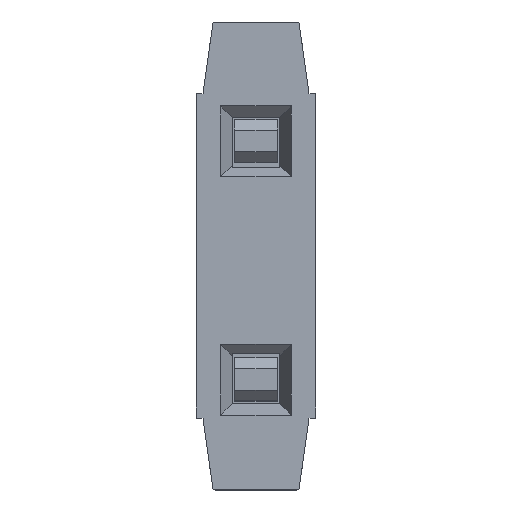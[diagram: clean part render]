
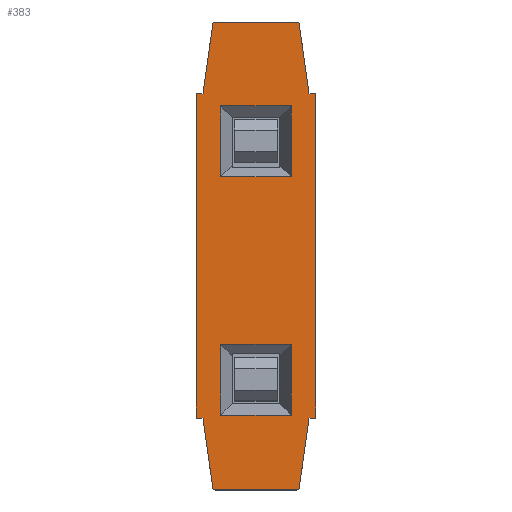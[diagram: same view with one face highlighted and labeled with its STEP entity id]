
A CAD part, top view. The second image highlights one B-rep face of the part: STEP entity #383.
In plain terms, the highlighted planar face has unit normal (0, 0, 1).
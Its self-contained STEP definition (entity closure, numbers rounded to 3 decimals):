
#32 = VERTEX_POINT('',#33);
#33 = CARTESIAN_POINT('',(-0.457,2.54,2.54));
#39 = EDGE_CURVE('',#40,#32,#42,.T.);
#40 = VERTEX_POINT('',#41);
#41 = CARTESIAN_POINT('',(0.457,2.54,2.54));
#42 = LINE('',#43,#44);
#43 = CARTESIAN_POINT('',(0.635,2.54,2.54));
#44 = VECTOR('',#45,1.);
#45 = DIRECTION('',(-1.,-0.,0.));
#133 = EDGE_CURVE('',#134,#136,#138,.T.);
#134 = VERTEX_POINT('',#135);
#135 = CARTESIAN_POINT('',(-0.635,1.778,2.54));
#136 = VERTEX_POINT('',#137);
#137 = CARTESIAN_POINT('',(-0.635,-1.676,2.54));
#138 = LINE('',#139,#140);
#139 = CARTESIAN_POINT('',(-0.635,2.54,2.54));
#140 = VECTOR('',#141,1.);
#141 = DIRECTION('',(0.,-1.,0.));
#256 = VERTEX_POINT('',#257);
#257 = CARTESIAN_POINT('',(0.457,-2.438,2.54));
#263 = EDGE_CURVE('',#264,#256,#266,.T.);
#264 = VERTEX_POINT('',#265);
#265 = CARTESIAN_POINT('',(-0.457,-2.438,2.54));
#266 = LINE('',#267,#268);
#267 = CARTESIAN_POINT('',(-0.635,-2.438,2.54));
#268 = VECTOR('',#269,1.);
#269 = DIRECTION('',(1.,0.,0.));
#296 = VERTEX_POINT('',#297);
#297 = CARTESIAN_POINT('',(0.635,1.778,2.54));
#303 = EDGE_CURVE('',#304,#296,#306,.T.);
#304 = VERTEX_POINT('',#305);
#305 = CARTESIAN_POINT('',(0.635,-1.676,2.54));
#306 = LINE('',#307,#308);
#307 = CARTESIAN_POINT('',(0.635,-2.438,2.54));
#308 = VECTOR('',#309,1.);
#309 = DIRECTION('',(0.,1.,0.));
#383 = ADVANCED_FACE('',(#384,#446,#480),#514,.T.);
#384 = FACE_BOUND('',#385,.T.);
#385 = EDGE_LOOP('',(#386,#394,#395,#403,#409,#410,#418,#424,#425,#433,
    #439,#440));
#386 = ORIENTED_EDGE('',*,*,#387,.T.);
#387 = EDGE_CURVE('',#388,#134,#390,.T.);
#388 = VERTEX_POINT('',#389);
#389 = CARTESIAN_POINT('',(-0.564,1.778,2.54));
#390 = LINE('',#391,#392);
#391 = CARTESIAN_POINT('',(-0.564,1.778,2.54));
#392 = VECTOR('',#393,1.);
#393 = DIRECTION('',(-1.,-0.,0.));
#394 = ORIENTED_EDGE('',*,*,#133,.T.);
#395 = ORIENTED_EDGE('',*,*,#396,.T.);
#396 = EDGE_CURVE('',#136,#397,#399,.T.);
#397 = VERTEX_POINT('',#398);
#398 = CARTESIAN_POINT('',(-0.564,-1.676,2.54));
#399 = LINE('',#400,#401);
#400 = CARTESIAN_POINT('',(-0.706,-1.676,2.54));
#401 = VECTOR('',#402,1.);
#402 = DIRECTION('',(1.,0.,0.));
#403 = ORIENTED_EDGE('',*,*,#404,.T.);
#404 = EDGE_CURVE('',#397,#264,#405,.T.);
#405 = LINE('',#406,#407);
#406 = CARTESIAN_POINT('',(-0.564,-1.676,2.54));
#407 = VECTOR('',#408,1.);
#408 = DIRECTION('',(0.139,-0.99,0.)
  );
#409 = ORIENTED_EDGE('',*,*,#263,.T.);
#410 = ORIENTED_EDGE('',*,*,#411,.T.);
#411 = EDGE_CURVE('',#256,#412,#414,.T.);
#412 = VERTEX_POINT('',#413);
#413 = CARTESIAN_POINT('',(0.564,-1.676,2.54));
#414 = LINE('',#415,#416);
#415 = CARTESIAN_POINT('',(0.457,-2.438,2.54));
#416 = VECTOR('',#417,1.);
#417 = DIRECTION('',(0.139,0.99,0.));
#418 = ORIENTED_EDGE('',*,*,#419,.T.);
#419 = EDGE_CURVE('',#412,#304,#420,.T.);
#420 = LINE('',#421,#422);
#421 = CARTESIAN_POINT('',(0.564,-1.676,2.54));
#422 = VECTOR('',#423,1.);
#423 = DIRECTION('',(1.,0.,0.));
#424 = ORIENTED_EDGE('',*,*,#303,.T.);
#425 = ORIENTED_EDGE('',*,*,#426,.T.);
#426 = EDGE_CURVE('',#296,#427,#429,.T.);
#427 = VERTEX_POINT('',#428);
#428 = CARTESIAN_POINT('',(0.564,1.778,2.54));
#429 = LINE('',#430,#431);
#430 = CARTESIAN_POINT('',(0.706,1.778,2.54));
#431 = VECTOR('',#432,1.);
#432 = DIRECTION('',(-1.,-0.,0.));
#433 = ORIENTED_EDGE('',*,*,#434,.T.);
#434 = EDGE_CURVE('',#427,#40,#435,.T.);
#435 = LINE('',#436,#437);
#436 = CARTESIAN_POINT('',(0.564,1.778,2.54));
#437 = VECTOR('',#438,1.);
#438 = DIRECTION('',(-0.139,0.99,0.));
#439 = ORIENTED_EDGE('',*,*,#39,.T.);
#440 = ORIENTED_EDGE('',*,*,#441,.T.);
#441 = EDGE_CURVE('',#32,#388,#442,.T.);
#442 = LINE('',#443,#444);
#443 = CARTESIAN_POINT('',(-0.457,2.54,2.54));
#444 = VECTOR('',#445,1.);
#445 = DIRECTION('',(-0.139,-0.99,0.)
  );
#446 = FACE_BOUND('',#447,.T.);
#447 = EDGE_LOOP('',(#448,#458,#466,#474));
#448 = ORIENTED_EDGE('',*,*,#449,.T.);
#449 = EDGE_CURVE('',#450,#452,#454,.T.);
#450 = VERTEX_POINT('',#451);
#451 = CARTESIAN_POINT('',(-0.377,-1.647,2.54));
#452 = VERTEX_POINT('',#453);
#453 = CARTESIAN_POINT('',(-0.377,-0.893,2.54));
#454 = LINE('',#455,#456);
#455 = CARTESIAN_POINT('',(-0.377,0.,2.54));
#456 = VECTOR('',#457,1.);
#457 = DIRECTION('',(0.,1.,0.));
#458 = ORIENTED_EDGE('',*,*,#459,.T.);
#459 = EDGE_CURVE('',#452,#460,#462,.T.);
#460 = VERTEX_POINT('',#461);
#461 = CARTESIAN_POINT('',(0.377,-0.893,2.54));
#462 = LINE('',#463,#464);
#463 = CARTESIAN_POINT('',(0.,-0.893,2.54));
#464 = VECTOR('',#465,1.);
#465 = DIRECTION('',(1.,0.,0.));
#466 = ORIENTED_EDGE('',*,*,#467,.T.);
#467 = EDGE_CURVE('',#460,#468,#470,.T.);
#468 = VERTEX_POINT('',#469);
#469 = CARTESIAN_POINT('',(0.377,-1.647,2.54));
#470 = LINE('',#471,#472);
#471 = CARTESIAN_POINT('',(0.377,0.,2.54));
#472 = VECTOR('',#473,1.);
#473 = DIRECTION('',(0.,-1.,0.));
#474 = ORIENTED_EDGE('',*,*,#475,.T.);
#475 = EDGE_CURVE('',#468,#450,#476,.T.);
#476 = LINE('',#477,#478);
#477 = CARTESIAN_POINT('',(0.,-1.647,2.54));
#478 = VECTOR('',#479,1.);
#479 = DIRECTION('',(-1.,-0.,0.));
#480 = FACE_BOUND('',#481,.T.);
#481 = EDGE_LOOP('',(#482,#492,#500,#508));
#482 = ORIENTED_EDGE('',*,*,#483,.T.);
#483 = EDGE_CURVE('',#484,#486,#488,.T.);
#484 = VERTEX_POINT('',#485);
#485 = CARTESIAN_POINT('',(-0.377,0.893,2.54));
#486 = VERTEX_POINT('',#487);
#487 = CARTESIAN_POINT('',(-0.377,1.647,2.54));
#488 = LINE('',#489,#490);
#489 = CARTESIAN_POINT('',(-0.377,0.,2.54));
#490 = VECTOR('',#491,1.);
#491 = DIRECTION('',(0.,1.,0.));
#492 = ORIENTED_EDGE('',*,*,#493,.T.);
#493 = EDGE_CURVE('',#486,#494,#496,.T.);
#494 = VERTEX_POINT('',#495);
#495 = CARTESIAN_POINT('',(0.377,1.647,2.54));
#496 = LINE('',#497,#498);
#497 = CARTESIAN_POINT('',(0.,1.647,2.54));
#498 = VECTOR('',#499,1.);
#499 = DIRECTION('',(1.,0.,0.));
#500 = ORIENTED_EDGE('',*,*,#501,.T.);
#501 = EDGE_CURVE('',#494,#502,#504,.T.);
#502 = VERTEX_POINT('',#503);
#503 = CARTESIAN_POINT('',(0.377,0.893,2.54));
#504 = LINE('',#505,#506);
#505 = CARTESIAN_POINT('',(0.377,0.,2.54));
#506 = VECTOR('',#507,1.);
#507 = DIRECTION('',(0.,-1.,0.));
#508 = ORIENTED_EDGE('',*,*,#509,.T.);
#509 = EDGE_CURVE('',#502,#484,#510,.T.);
#510 = LINE('',#511,#512);
#511 = CARTESIAN_POINT('',(0.,0.893,2.54));
#512 = VECTOR('',#513,1.);
#513 = DIRECTION('',(-1.,-0.,0.));
#514 = PLANE('',#515);
#515 = AXIS2_PLACEMENT_3D('',#516,#517,#518);
#516 = CARTESIAN_POINT('',(0.,0.,2.54));
#517 = DIRECTION('',(0.,0.,1.));
#518 = DIRECTION('',(0.,-1.,0.));
